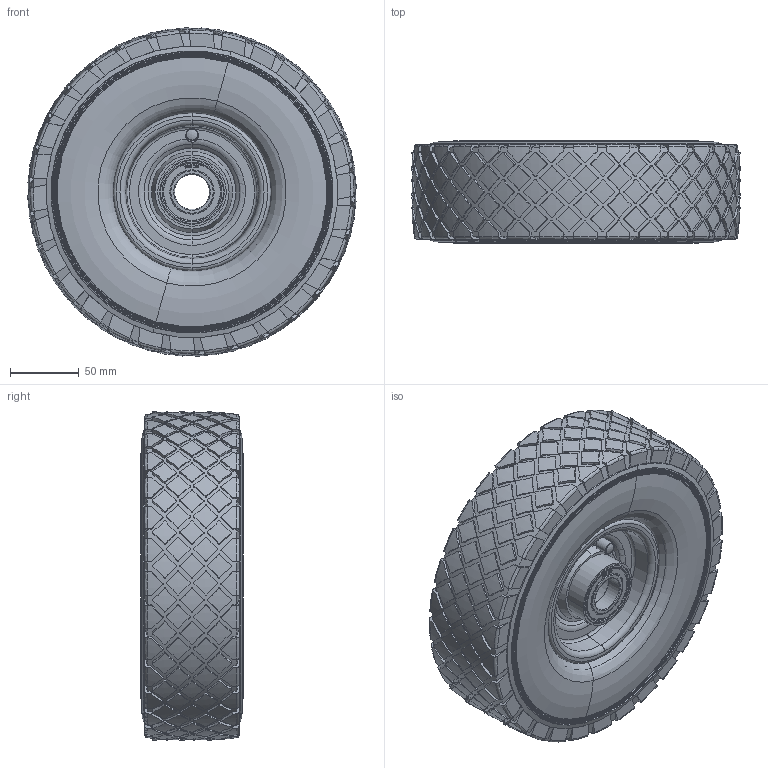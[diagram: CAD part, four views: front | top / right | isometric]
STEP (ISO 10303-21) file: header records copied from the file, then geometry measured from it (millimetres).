
FILE_DESCRIPTION(('STEP AP214'),'1');
FILE_NAME('BZWPMB260254654DE.STEP','2022-12-09T09:47:29',(' '),(' '),'Spatial InterOp 3D',' ',' ');
FILE_SCHEMA(('AUTOMOTIVE_DESIGN { 1 0 10303 214 1 1 1 1 }'));
Length unit declared in the file: metre
Products named in the file (21): TYRETUBE2604DECON; TYRE; INNERTUBE; INNERTUBE Geometry; CAP; VALVE; BZWPMB260254654DE; RIM300X4STRED6204X65; STEEL RIM; PLASTIC CAP; BEARING6005X12; INNER; OUTER; BALL BEARINGS; Component2; MIDDLE; RUBBER; BEARING6005X1
Assembly tree (43 placements, depth 5):
  BZWPMB260254654DE
    TYRETUBE2604DECON
      TYRE
      INNERTUBE
        INNERTUBE Geometry
        CAP
        VALVE
    RIM300X4STRED6204X65
      STEEL RIM
      PLASTIC CAP
    BEARING6005X1
      BEARING6005X12
        INNER
        OUTER
        BALL BEARINGS
          Component2  x10
        MIDDLE
        RUBBER
    BEARING6005X1
      BEARING6005X12
        INNER
        OUTER
        BALL BEARINGS
          Component2  x10
        MIDDLE
        RUBBER
Bounding box: 239.42 x 74.74 x 239.42 mm (x, y, z)
Volume: 641544.3 mm3; surface area: 615072.5 mm2
Topology: 37 solids, 38 shells, 3189 faces, 8499 edges, 5513 vertices
Faces by surface type: cylinder 1330, plane 522, torus 424, extrusion 384, bspline 240, cone 168, sphere 121
Entity records: 121347 total; most frequent: CARTESIAN_POINT 60606, ORIENTED_EDGE 14466, DIRECTION 9336, EDGE_CURVE 7233, VERTEX_POINT 4721, B_SPLINE_CURVE_WITH_KNOTS 3912, AXIS2_PLACEMENT_3D 3407, EDGE_LOOP 2950
